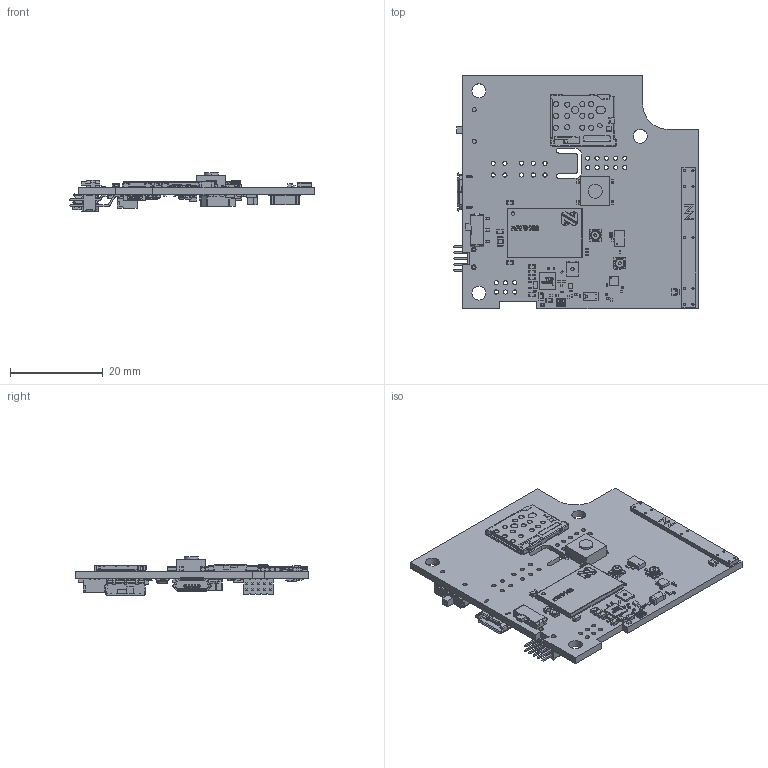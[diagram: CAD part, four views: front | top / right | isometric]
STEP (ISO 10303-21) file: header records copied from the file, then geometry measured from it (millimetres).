
FILE_DESCRIPTION(('Open CASCADE Model'),'2;1');
FILE_NAME('Open CASCADE Shape Model','2020-03-31T11:02:09',('Author'),( 'Open CASCADE'),'Open CASCADE STEP processor 6.8','Open CASCADE 6.8' ,'Unknown');
FILE_SCHEMA(('AUTOMOTIVE_DESIGN { 1 0 10303 214 1 1 1 1 }'));
Length unit declared in the file: millimetre
Products named in the file (409): PCB; Board; Open CASCADE STEP translator 6.8 2.1.1; SW4; 6641877936; Extruded; 6641614768; Cylinder; 6641614528; R48; User_Library-res0201-1; R47; Q8; 6580395984; Body; bigPin; smallPine; SW2; AYZ0102AGRLC; R46; R45; R44; R43; R42; R41; Bz1; Buzzer7.5x7.5; R24; User_Library-res0402-1; R25; R31; C45; User_Library-Chip_Capacitor_0603; R40; R8; Q1; 6580399984; Open_CASCADE_STEP_translator_6.8_19.1; Open_CASCADE_STEP_translator_6.8_19.2.1; Thermal_Shape ...
Assembly tree (591 placements, depth 6):
  PCB
    Board
      Open CASCADE STEP translator 6.8 2.1.1
    SW4
      6641877936  x4
        Extruded
      6641614768
        Cylinder
      6641614528
        Extruded
    R48
      User_Library-res0201-1
    R47
      User_Library-res0201-1
    Q8
      6580395984
        Body
        bigPin
        smallPine  x2
    SW2
      AYZ0102AGRLC
      AYZ0102AGRLC
      AYZ0102AGRLC
    R46
      User_Library-res0201-1
    R45
      User_Library-res0201-1
    R44
      User_Library-res0201-1
    R43
      User_Library-res0201-1
    R42
      User_Library-res0201-1
    R41
      User_Library-res0201-1
    Bz1
      Buzzer7.5x7.5
      Buzzer7.5x7.5
      Buzzer7.5x7.5
      Buzzer7.5x7.5
      Buzzer7.5x7.5
      Buzzer7.5x7.5
    R24
      User_Library-res0402-1
    R25
      User_Library-res0402-1
    R31
      User_Library-res0402-1
    C45
      User_Library-Chip_Capacitor_0603
    R40
      User_Library-res0201-1
    R8
      User_Library-res0201-1
    Q1
      6580399984
        Open_CASCADE_STEP_translator_6.8_19.1
        Body
          Open_CASCADE_STEP_translator_6.8_19.2.1
        Thermal_Shape
Bounding box: 52.73 x 50.4 x 8.2 mm (x, y, z)
Volume: 4996.1 mm3; surface area: 10332.3 mm2
Topology: 422 solids, 441 shells, 12733 faces, 32057 edges, 20099 vertices
Faces by surface type: plane 8190, bspline 2098, cylinder 1902, sphere 326, extrusion 174, torus 32, cone 11
Full cylindrical faces by diameter (mm): 0.131 x1, 0.15 x1, 0.2 x1, 0.256 x8, 0.275 x1, 0.297 x1, 0.3 x1, 0.35 x3, 0.412 x2, 0.45 x40, 0.6 x2, 0.7 x1, 0.74 x1, 0.8 x1, 0.85 x4, 0.9 x28, 1 x3, 1.02 x2, 1.8 x2, 2 x2, 2.05 x2, 2.1 x4, 3 x3
Entity records: 200952 total; most frequent: CARTESIAN_POINT 44708, ORIENTED_EDGE 27040, DIRECTION 25376, EDGE_CURVE 13526, VECTOR 10910, LINE 10736, VERTEX_POINT 8971, AXIS2_PLACEMENT_3D 7233
